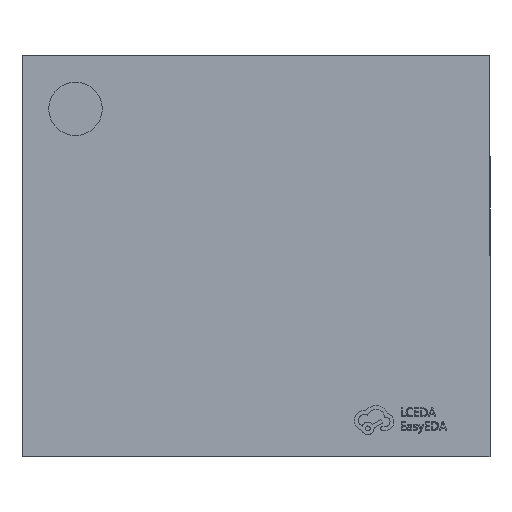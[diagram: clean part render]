
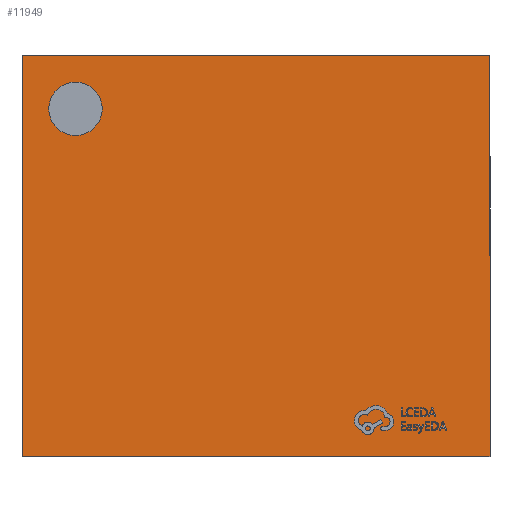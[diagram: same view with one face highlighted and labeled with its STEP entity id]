
A CAD part, top view. The second image highlights one B-rep face of the part: STEP entity #11949.
In plain terms, the highlighted planar face has unit normal (0, 0, 1).
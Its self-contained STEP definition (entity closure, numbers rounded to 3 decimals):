
#65 = LINE ( 'NONE', #5496, #14576 ) ;
#89 = CIRCLE ( 'NONE', #14795, 0.2 ) ;
#960 = EDGE_CURVE ( 'NONE', #22646, #23155, #89, .T. ) ;
#1245 = DIRECTION ( 'NONE',  ( 1., 0., 0. ) ) ;
#1276 = DIRECTION ( 'NONE',  ( 1., 0., 0. ) ) ;
#1484 = VERTEX_POINT ( 'NONE', #17590 ) ;
#1510 = FACE_BOUND ( 'NONE', #13766, .T. ) ;
#1942 = EDGE_CURVE ( 'NONE', #1484, #11150, #16198, .T. ) ;
#2650 = AXIS2_PLACEMENT_3D ( 'NONE', #5517, #5654, #1276 ) ;
#2988 = ORIENTED_EDGE ( 'NONE', *, *, #23916, .F. ) ;
#3171 = DIRECTION ( 'NONE',  ( 0., -1., 0. ) ) ;
#3485 = DIRECTION ( 'NONE',  ( 0., 0., 1. ) ) ;
#3560 = EDGE_CURVE ( 'NONE', #9982, #8331, #65, .T. ) ;
#4380 = CIRCLE ( 'NONE', #2650, 0.2 ) ;
#5431 = AXIS2_PLACEMENT_3D ( 'NONE', #15731, #3485, #1245 ) ;
#5486 = PLANE ( 'NONE',  #5431 ) ;
#5496 = CARTESIAN_POINT ( 'NONE',  ( -1.75, -1.5, 1. ) ) ;
#5517 = CARTESIAN_POINT ( 'NONE',  ( -1.35, 1.1, 1. ) ) ;
#5654 = DIRECTION ( 'NONE',  ( 0., 0., 1. ) ) ;
#7872 = FACE_OUTER_BOUND ( 'NONE', #15894, .T. ) ;
#8331 = VERTEX_POINT ( 'NONE', #19017 ) ;
#8448 = CARTESIAN_POINT ( 'NONE',  ( -1.35, 1.1, 1. ) ) ;
#9354 = CARTESIAN_POINT ( 'NONE',  ( -1.15, 1.1, 1. ) ) ;
#9904 = ORIENTED_EDGE ( 'NONE', *, *, #16098, .T. ) ;
#9982 = VERTEX_POINT ( 'NONE', #12700 ) ;
#11150 = VERTEX_POINT ( 'NONE', #19735 ) ;
#11949 = ADVANCED_FACE ( 'NONE', ( #1510, #7872 ), #5486, .T. ) ;
#12700 = CARTESIAN_POINT ( 'NONE',  ( -1.75, -1.5, 1. ) ) ;
#13175 = LINE ( 'NONE', #15286, #18303 ) ;
#13766 = EDGE_LOOP ( 'NONE', ( #22813, #2988 ) ) ;
#14041 = DIRECTION ( 'NONE',  ( 0., 1., 0. ) ) ;
#14424 = CARTESIAN_POINT ( 'NONE',  ( 1.75, 1.5, 1. ) ) ;
#14576 = VECTOR ( 'NONE', #17581, 1000. ) ;
#14795 = AXIS2_PLACEMENT_3D ( 'NONE', #8448, #18177, #20443 ) ;
#15286 = CARTESIAN_POINT ( 'NONE',  ( -1.75, 1.5, 1. ) ) ;
#15371 = CARTESIAN_POINT ( 'NONE',  ( -1.55, 1.1, 1. ) ) ;
#15641 = ORIENTED_EDGE ( 'NONE', *, *, #3560, .T. ) ;
#15731 = CARTESIAN_POINT ( 'NONE',  ( 0., 0., 1. ) ) ;
#15894 = EDGE_LOOP ( 'NONE', ( #22657, #24001, #9904, #15641 ) ) ;
#16098 = EDGE_CURVE ( 'NONE', #11150, #9982, #13175, .T. ) ;
#16154 = LINE ( 'NONE', #14424, #20462 ) ;
#16198 = LINE ( 'NONE', #20189, #20771 ) ;
#17581 = DIRECTION ( 'NONE',  ( 1., 0., 0. ) ) ;
#17590 = CARTESIAN_POINT ( 'NONE',  ( 1.75, 1.5, 1. ) ) ;
#18177 = DIRECTION ( 'NONE',  ( 0., 0., 1. ) ) ;
#18303 = VECTOR ( 'NONE', #3171, 1000. ) ;
#18439 = DIRECTION ( 'NONE',  ( -1., 0., 0. ) ) ;
#19017 = CARTESIAN_POINT ( 'NONE',  ( 1.75, -1.5, 1. ) ) ;
#19735 = CARTESIAN_POINT ( 'NONE',  ( -1.75, 1.5, 1. ) ) ;
#20189 = CARTESIAN_POINT ( 'NONE',  ( -1.75, 1.5, 1. ) ) ;
#20443 = DIRECTION ( 'NONE',  ( 1., 0., 0. ) ) ;
#20462 = VECTOR ( 'NONE', #14041, 1000. ) ;
#20771 = VECTOR ( 'NONE', #18439, 1000. ) ;
#22646 = VERTEX_POINT ( 'NONE', #9354 ) ;
#22657 = ORIENTED_EDGE ( 'NONE', *, *, #26043, .T. ) ;
#22813 = ORIENTED_EDGE ( 'NONE', *, *, #960, .F. ) ;
#23155 = VERTEX_POINT ( 'NONE', #15371 ) ;
#23916 = EDGE_CURVE ( 'NONE', #23155, #22646, #4380, .T. ) ;
#24001 = ORIENTED_EDGE ( 'NONE', *, *, #1942, .T. ) ;
#26043 = EDGE_CURVE ( 'NONE', #8331, #1484, #16154, .T. ) ;
